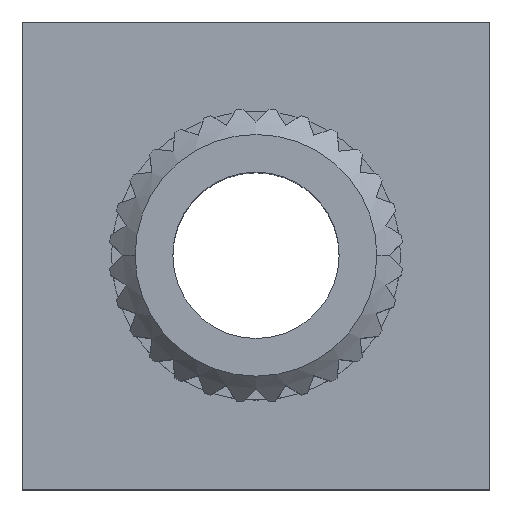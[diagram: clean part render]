
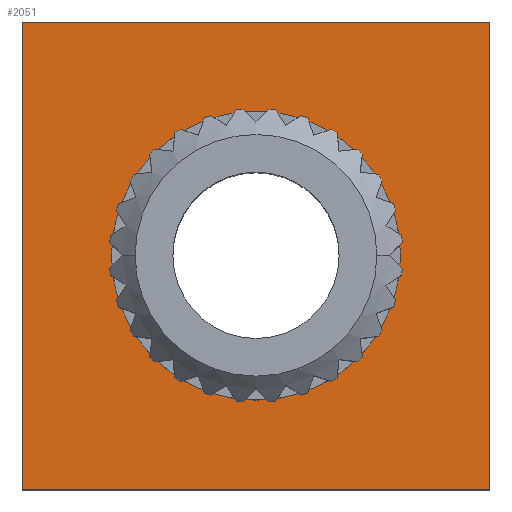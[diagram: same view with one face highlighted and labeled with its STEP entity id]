
A CAD part, top view. The second image highlights one B-rep face of the part: STEP entity #2051.
In plain terms, the highlighted planar face has unit normal (0, 0, 1).
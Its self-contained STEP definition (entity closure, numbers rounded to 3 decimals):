
#153 = VERTEX_POINT ( 'NONE', #2317 ) ;
#291 = VECTOR ( 'NONE', #5544, 1000. ) ;
#335 = EDGE_LOOP ( 'NONE', ( #2879, #3322, #4563, #485 ) ) ;
#340 = EDGE_CURVE ( 'NONE', #153, #1448, #4786, .T. ) ;
#362 = DIRECTION ( 'NONE',  ( 0., 1., 0. ) ) ;
#485 = ORIENTED_EDGE ( 'NONE', *, *, #1952, .T. ) ;
#656 = EDGE_CURVE ( 'NONE', #1448, #153, #4988, .T. ) ;
#676 = VERTEX_POINT ( 'NONE', #3222 ) ;
#878 = EDGE_LOOP ( 'NONE', ( #2129, #2008 ) ) ;
#908 = VERTEX_POINT ( 'NONE', #5657 ) ;
#1098 = CARTESIAN_POINT ( 'NONE',  ( 0., 0., 2. ) ) ;
#1146 = AXIS2_PLACEMENT_3D ( 'NONE', #3645, #4529, #4971 ) ;
#1167 = VERTEX_POINT ( 'NONE', #4078 ) ;
#1239 = DIRECTION ( 'NONE',  ( -1., 0., 0. ) ) ;
#1317 = VECTOR ( 'NONE', #5523, 1000. ) ;
#1448 = VERTEX_POINT ( 'NONE', #2781 ) ;
#1952 = EDGE_CURVE ( 'NONE', #676, #1167, #4490, .T. ) ;
#2008 = ORIENTED_EDGE ( 'NONE', *, *, #656, .F. ) ;
#2051 = ADVANCED_FACE ( 'NONE', ( #2151, #5325 ), #5166, .T. ) ;
#2095 = DIRECTION ( 'NONE',  ( 1., 0., 0. ) ) ;
#2129 = ORIENTED_EDGE ( 'NONE', *, *, #340, .F. ) ;
#2151 = FACE_OUTER_BOUND ( 'NONE', #335, .T. ) ;
#2317 = CARTESIAN_POINT ( 'NONE',  ( -2.775, 0., 2. ) ) ;
#2447 = CARTESIAN_POINT ( 'NONE',  ( -4.5, 4.5, 2. ) ) ;
#2620 = CARTESIAN_POINT ( 'NONE',  ( 4.5, 4.5, 2. ) ) ;
#2781 = CARTESIAN_POINT ( 'NONE',  ( 2.775, 0., 2. ) ) ;
#2861 = DIRECTION ( 'NONE',  ( 0., 0., 1. ) ) ;
#2879 = ORIENTED_EDGE ( 'NONE', *, *, #5694, .T. ) ;
#3079 = LINE ( 'NONE', #3938, #3841 ) ;
#3174 = AXIS2_PLACEMENT_3D ( 'NONE', #1098, #2861, #3802 ) ;
#3222 = CARTESIAN_POINT ( 'NONE',  ( -4.5, -4.5, 2. ) ) ;
#3322 = ORIENTED_EDGE ( 'NONE', *, *, #5615, .T. ) ;
#3388 = DIRECTION ( 'NONE',  ( 0., 0., 1. ) ) ;
#3433 = EDGE_CURVE ( 'NONE', #5256, #676, #4693, .T. ) ;
#3645 = CARTESIAN_POINT ( 'NONE',  ( 0., 0., 2. ) ) ;
#3802 = DIRECTION ( 'NONE',  ( 1., 0., 0. ) ) ;
#3841 = VECTOR ( 'NONE', #1239, 1000. ) ;
#3938 = CARTESIAN_POINT ( 'NONE',  ( -4.5, 4.5, 2. ) ) ;
#4078 = CARTESIAN_POINT ( 'NONE',  ( 4.5, -4.5, 2. ) ) ;
#4304 = CARTESIAN_POINT ( 'NONE',  ( 0., 0., 2. ) ) ;
#4384 = VECTOR ( 'NONE', #362, 1000. ) ;
#4396 = AXIS2_PLACEMENT_3D ( 'NONE', #4304, #3388, #2095 ) ;
#4474 = CARTESIAN_POINT ( 'NONE',  ( -4.5, 4.5, 2. ) ) ;
#4490 = LINE ( 'NONE', #5073, #1317 ) ;
#4529 = DIRECTION ( 'NONE',  ( 0., 0., 1. ) ) ;
#4563 = ORIENTED_EDGE ( 'NONE', *, *, #3433, .T. ) ;
#4693 = LINE ( 'NONE', #2447, #291 ) ;
#4786 = CIRCLE ( 'NONE', #3174, 2.775 ) ;
#4971 = DIRECTION ( 'NONE',  ( 1., 0., 0. ) ) ;
#4988 = CIRCLE ( 'NONE', #1146, 2.775 ) ;
#5073 = CARTESIAN_POINT ( 'NONE',  ( -4.5, -4.5, 2. ) ) ;
#5166 = PLANE ( 'NONE',  #4396 ) ;
#5256 = VERTEX_POINT ( 'NONE', #4474 ) ;
#5325 = FACE_BOUND ( 'NONE', #878, .T. ) ;
#5523 = DIRECTION ( 'NONE',  ( 1., 0., 0. ) ) ;
#5544 = DIRECTION ( 'NONE',  ( 0., -1., 0. ) ) ;
#5615 = EDGE_CURVE ( 'NONE', #908, #5256, #3079, .T. ) ;
#5637 = LINE ( 'NONE', #2620, #4384 ) ;
#5657 = CARTESIAN_POINT ( 'NONE',  ( 4.5, 4.5, 2. ) ) ;
#5694 = EDGE_CURVE ( 'NONE', #1167, #908, #5637, .T. ) ;
